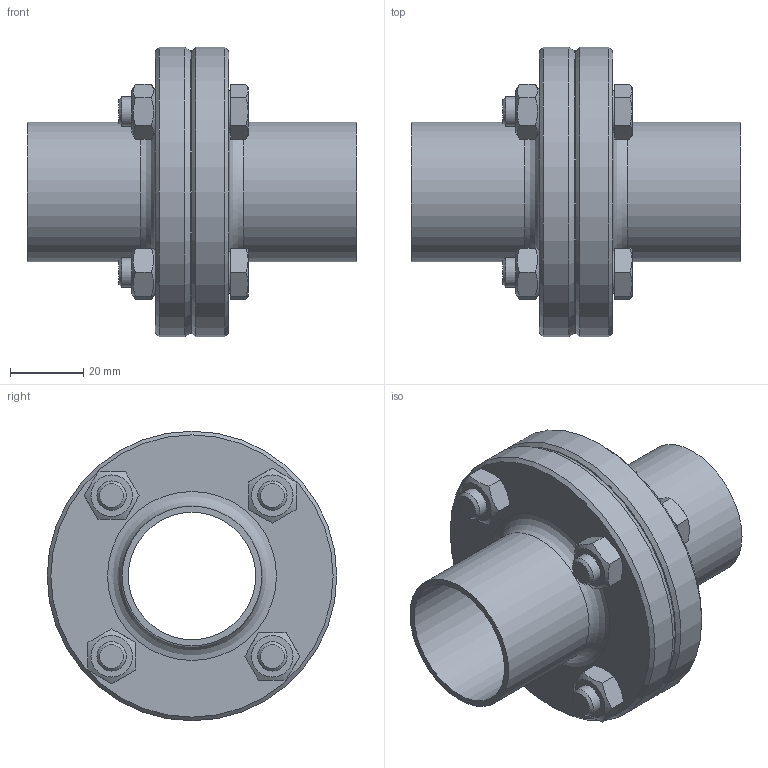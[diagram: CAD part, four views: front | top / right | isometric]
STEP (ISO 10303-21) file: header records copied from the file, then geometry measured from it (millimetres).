
FILE_DESCRIPTION((''),'2;1');
FILE_NAME('10160112X300.stp','2010-09-02T11:49:25',('thilbrands'),(''),'Autodesk Inventor 2008','Autodesk Inventor 2008','');
FILE_SCHEMA(('AUTOMOTIVE_DESIGN { 1 0 10303 214 1 1 1 1 }'));
Length unit declared in the file: millimetre
Products named in the file (5): 10160112X300; ENG-006950-1,5; ENG-006978-1,5; 28674 M8; DIN 933 - ersetzt durch DIN EN 24017 M8  x 30
Assembly tree (10 placements, depth 2):
  10160112X300
    ENG-006950-1,5
    ENG-006978-1,5
    28674 M8  x4
    DIN 933 - ersetzt durch DIN EN 24017 M8  x 30  x4
Bounding box: 90 x 79 x 79 mm (x, y, z)
Volume: 95528.3 mm3; surface area: 47209.8 mm2
Topology: 10 solids, 10 shells, 180 faces, 382 edges, 236 vertices
Faces by surface type: plane 82, cone 54, cylinder 20, bspline 18, torus 6
Full cylindrical faces by diameter (mm): 7.323 x4, 8 x4, 11.4 x4, 34.8 x2, 38.1 x2, 50.4 x1, 50.5 x1, 79 x2
Entity records: 2392 total; most frequent: CARTESIAN_POINT 784, DIRECTION 316, ORIENTED_EDGE 226, EDGE_LOOP 152, AXIS2_PLACEMENT_3D 149, EDGE_CURVE 113, VERTEX_POINT 95, FACE_OUTER_BOUND 78
